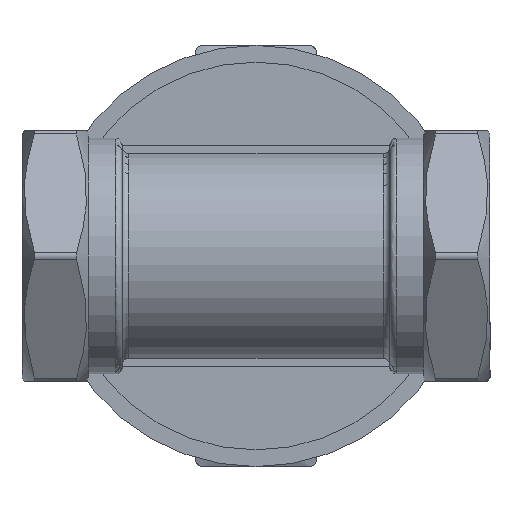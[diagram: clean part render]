
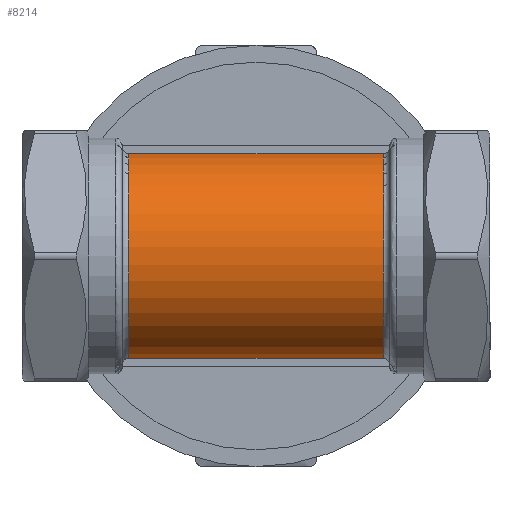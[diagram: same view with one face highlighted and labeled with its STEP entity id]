
A CAD part, front view. The second image highlights one B-rep face of the part: STEP entity #8214.
In plain terms, the highlighted cylindrical face has radius 15.5 mm (diameter 31 mm), a partial arc.
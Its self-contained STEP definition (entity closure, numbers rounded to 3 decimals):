
#749=CYLINDRICAL_SURFACE('',#8845,15.5);
#1009=FACE_OUTER_BOUND('',#1489,.T.);
#1489=EDGE_LOOP('',(#6037,#6038,#6039,#6040));
#1980=LINE('',#13425,#2466);
#1989=LINE('',#13671,#2475);
#2466=VECTOR('',#9918,10.);
#2475=VECTOR('',#9973,10.);
#2840=CIRCLE('',#8775,15.5);
#2854=CIRCLE('',#8799,15.5);
#3414=VERTEX_POINT('',#13371);
#3416=VERTEX_POINT('',#13383);
#3423=VERTEX_POINT('',#13414);
#3443=VERTEX_POINT('',#13658);
#4302=EDGE_CURVE('',#3414,#3416,#2840,.T.);
#4311=EDGE_CURVE('',#3423,#3414,#1980,.T.);
#4341=EDGE_CURVE('',#3443,#3423,#2854,.T.);
#4342=EDGE_CURVE('',#3443,#3416,#1989,.T.);
#6037=ORIENTED_EDGE('',*,*,#4302,.F.);
#6038=ORIENTED_EDGE('',*,*,#4311,.F.);
#6039=ORIENTED_EDGE('',*,*,#4341,.F.);
#6040=ORIENTED_EDGE('',*,*,#4342,.T.);
#8214=ADVANCED_FACE('',(#1009),#749,.T.);
#8775=AXIS2_PLACEMENT_3D('',#13384,#9909,#9910);
#8799=AXIS2_PLACEMENT_3D('',#13669,#9969,#9970);
#8845=AXIS2_PLACEMENT_3D('',#13800,#10079,#10080);
#9909=DIRECTION('center_axis',(1.,0.,0.));
#9910=DIRECTION('ref_axis',(0.,-1.,0.));
#9918=DIRECTION('',(1.,0.,0.));
#9969=DIRECTION('center_axis',(-1.,0.,0.));
#9970=DIRECTION('ref_axis',(0.,-1.,0.));
#9973=DIRECTION('',(1.,0.,0.));
#10079=DIRECTION('center_axis',(1.,0.,0.));
#10080=DIRECTION('ref_axis',(0.,0.,-1.));
#13371=CARTESIAN_POINT('',(54.,-2.5,15.297));
#13383=CARTESIAN_POINT('',(54.,-2.5,-15.297));
#13384=CARTESIAN_POINT('Origin',(54.,0.,0.));
#13414=CARTESIAN_POINT('',(16.,-2.5,15.297));
#13425=CARTESIAN_POINT('',(15.,-2.5,15.297));
#13658=CARTESIAN_POINT('',(16.,-2.5,-15.297));
#13669=CARTESIAN_POINT('Origin',(16.,0.,0.));
#13671=CARTESIAN_POINT('',(15.,-2.5,-15.297));
#13800=CARTESIAN_POINT('Origin',(15.,0.,0.));
